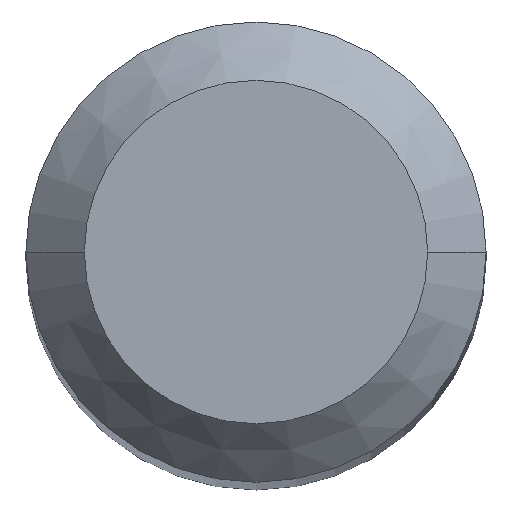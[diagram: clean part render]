
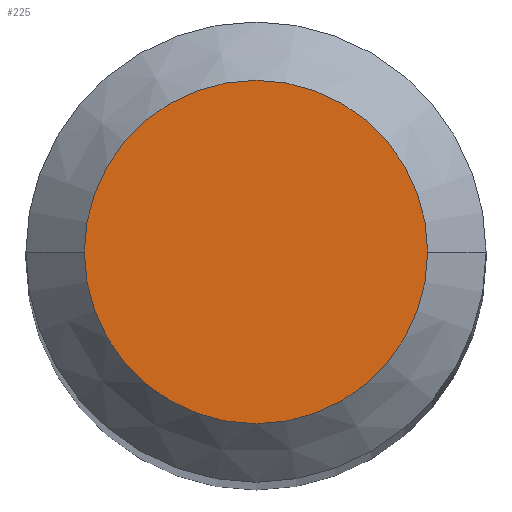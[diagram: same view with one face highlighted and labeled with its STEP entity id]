
A CAD part, top view. The second image highlights one B-rep face of the part: STEP entity #225.
In plain terms, the highlighted planar face has unit normal (0, 0, 1).
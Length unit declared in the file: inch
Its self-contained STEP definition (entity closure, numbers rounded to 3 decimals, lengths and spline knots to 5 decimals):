
#28 = VERTEX_POINT ( 'NONE', #73 ) ;
#31 = CARTESIAN_POINT ( 'NONE',  ( 0., 0., 1.49606 ) ) ;
#36 = DIRECTION ( 'NONE',  ( 0., 0., 1. ) ) ;
#37 = AXIS2_PLACEMENT_3D ( 'NONE', #53, #36, #292 ) ;
#53 = CARTESIAN_POINT ( 'NONE',  ( 0., 0., 1.49606 ) ) ;
#73 = CARTESIAN_POINT ( 'NONE',  ( 0.04406, 0., 1.49606 ) ) ;
#81 = DIRECTION ( 'NONE',  ( 1., 0., 0. ) ) ;
#92 = EDGE_CURVE ( 'NONE', #160, #28, #191, .T. ) ;
#100 = ORIENTED_EDGE ( 'NONE', *, *, #193, .T. ) ;
#102 = CARTESIAN_POINT ( 'NONE',  ( -0.04406, 0., 1.49606 ) ) ;
#104 = PLANE ( 'NONE',  #206 ) ;
#105 = CIRCLE ( 'NONE', #37, 0.04406 ) ;
#108 = DIRECTION ( 'NONE',  ( 0., 0., 1. ) ) ;
#121 = FACE_OUTER_BOUND ( 'NONE', #297, .T. ) ;
#160 = VERTEX_POINT ( 'NONE', #102 ) ;
#191 = CIRCLE ( 'NONE', #261, 0.04406 ) ;
#192 = CARTESIAN_POINT ( 'NONE',  ( 0., 0., 1.49606 ) ) ;
#193 = EDGE_CURVE ( 'NONE', #28, #160, #105, .T. ) ;
#206 = AXIS2_PLACEMENT_3D ( 'NONE', #192, #108, #241 ) ;
#225 = ADVANCED_FACE ( 'NONE', ( #121 ), #104, .T. ) ;
#241 = DIRECTION ( 'NONE',  ( 1., 0., 0. ) ) ;
#261 = AXIS2_PLACEMENT_3D ( 'NONE', #31, #289, #81 ) ;
#284 = ORIENTED_EDGE ( 'NONE', *, *, #92, .T. ) ;
#289 = DIRECTION ( 'NONE',  ( 0., 0., 1. ) ) ;
#292 = DIRECTION ( 'NONE',  ( 1., 0., 0. ) ) ;
#297 = EDGE_LOOP ( 'NONE', ( #284, #100 ) ) ;
